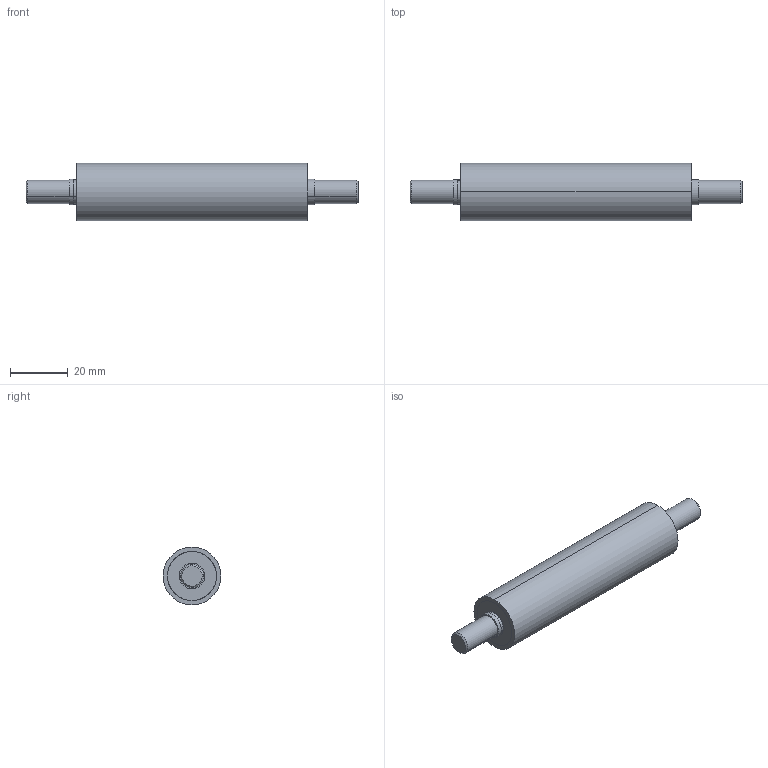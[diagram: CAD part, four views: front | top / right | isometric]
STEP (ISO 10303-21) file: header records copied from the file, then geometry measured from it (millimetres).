
FILE_DESCRIPTION (( 'STEP AP203' ), '1' );
FILE_NAME ('D20L80.STEP', '2014-03-31T08:32:21', ( '' ), ( '' ), 'SwSTEP 2.0', 'SolidWorks 2012', '' );
FILE_SCHEMA (( 'CONFIG_CONTROL_DESIGN' ));
Length unit declared in the file: millimetre
Products named in the file (1): D20L80
Bounding box: 115 x 20 x 20 mm (x, y, z)
Surface area: 8371.9 mm2 (no closed solid volume)
Topology: 0 solids, 5 shells, 30 faces, 66 edges, 44 vertices
Faces by surface type: cylinder 18, plane 8, cone 4
Entity records: 919 total; most frequent: DIRECTION 172, CARTESIAN_POINT 141, ORIENTED_EDGE 116, AXIS2_PLACEMENT_3D 75, EDGE_CURVE 66, CIRCLE 44, VERTEX_POINT 44, EDGE_LOOP 36
